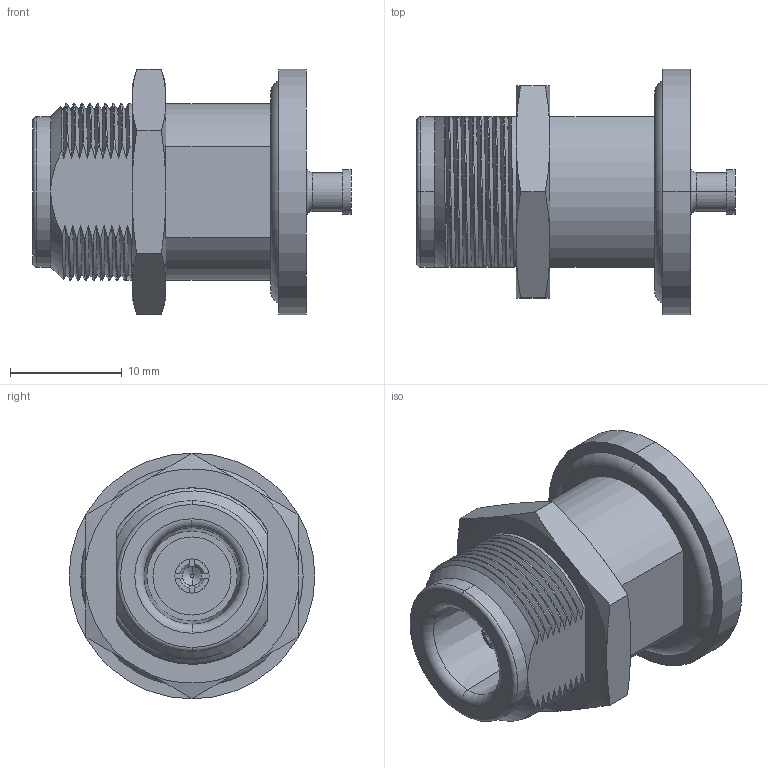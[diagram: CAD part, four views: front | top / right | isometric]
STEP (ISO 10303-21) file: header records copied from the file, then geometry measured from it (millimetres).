
FILE_DESCRIPTION((''),'2;1');
FILE_NAME('1','2021-08-12T',('1111'),(''),'PRO/ENGINEER BY PARAMETRIC TECHNOLOGY CORPORATION, 2012090','PRO/ENGINEER BY PARAMETRIC TECHNOLOGY CORPORATION, 2012090','');
FILE_SCHEMA(('CONFIG_CONTROL_DESIGN'));
Length unit declared in the file: millimetre
Products named in the file (1): 1
Bounding box: 28.5 x 22 x 22 mm (x, y, z)
Volume: 4712.7 mm3; surface area: 2931.4 mm2
Topology: 1 solids, 1 shells, 145 faces, 388 edges, 254 vertices
Faces by surface type: bspline 42, plane 38, cylinder 35, cone 22, torus 8
Entity records: 15061 total; most frequent: CARTESIAN_POINT 11778, ORIENTED_EDGE 776, DIRECTION 515, EDGE_CURVE 388, VERTEX_POINT 254, AXIS2_PLACEMENT_3D 197, B_SPLINE_CURVE_WITH_KNOTS 173, EDGE_LOOP 154
